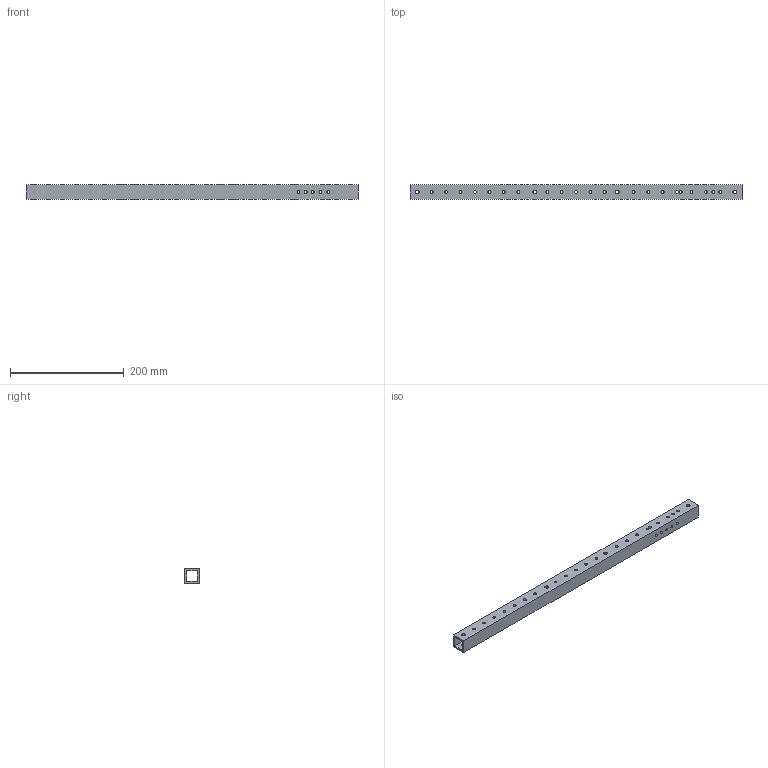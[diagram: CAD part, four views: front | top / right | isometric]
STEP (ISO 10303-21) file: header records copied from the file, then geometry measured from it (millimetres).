
FILE_DESCRIPTION (( 'STEP AP203' ), '1' );
FILE_NAME ('4400-24-P-0114 (2 Piezas).STEP', '2023-08-07T08:54:45', ( '' ), ( '' ), 'SwSTEP 2.0', 'SolidWorks 2022', '' );
FILE_SCHEMA (( 'CONFIG_CONTROL_DESIGN' ));
Length unit declared in the file: inch
Products named in the file (1): 4400-24-P-0114 (2 Piezas)
Bounding box: 584.2 x 25.4 x 25.4 mm (x, y, z)
Volume: 160831 mm3; surface area: 104978.4 mm2
Topology: 1 solids, 1 shells, 130 faces, 384 edges, 256 vertices
Faces by surface type: cylinder 120, plane 10
Entity records: 4811 total; most frequent: DIRECTION 886, CARTESIAN_POINT 771, ORIENTED_EDGE 768, EDGE_CURVE 384, AXIS2_PLACEMENT_3D 371, VERTEX_POINT 256, EDGE_LOOP 252, CIRCLE 240
